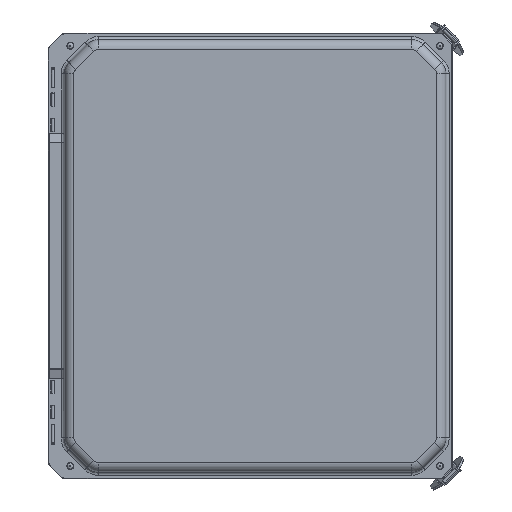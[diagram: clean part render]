
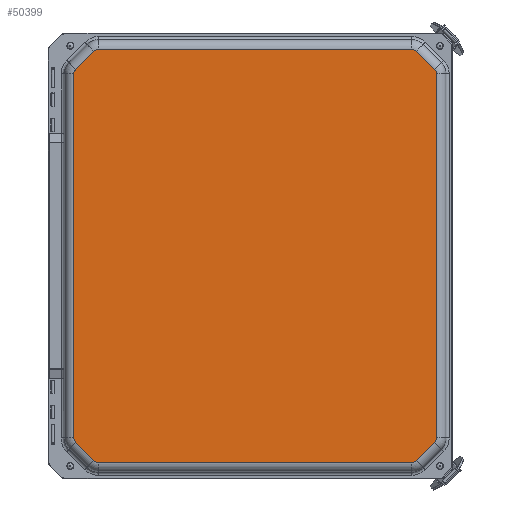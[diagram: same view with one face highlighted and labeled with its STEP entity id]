
A CAD part, top view. The second image highlights one B-rep face of the part: STEP entity #50399.
In plain terms, the highlighted planar face has unit normal (0, 0, 1).
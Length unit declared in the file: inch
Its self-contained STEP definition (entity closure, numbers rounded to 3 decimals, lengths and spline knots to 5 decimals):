
#247 = CARTESIAN_POINT ( 'NONE',  ( -7.079, -7.36256, 8.343 ) ) ;
#1600 = VECTOR ( 'NONE', #15692, 39.37008 ) ;
#3048 = CARTESIAN_POINT ( 'NONE',  ( -7.15336, 7.18306, 8.343 ) ) ;
#3740 = FACE_OUTER_BOUND ( 'NONE', #51264, .T. ) ;
#4096 = CARTESIAN_POINT ( 'NONE',  ( -6.18306, 8.15336, 8.343 ) ) ;
#5837 = EDGE_CURVE ( 'NONE', #118727, #58761, #29597, .T. ) ;
#5947 = VECTOR ( 'NONE', #73092, 39.37008 ) ;
#6679 = VECTOR ( 'NONE', #65117, 39.37008 ) ;
#8047 = VERTEX_POINT ( 'NONE', #3048 ) ;
#9180 = CARTESIAN_POINT ( 'NONE',  ( -7.15336, -7.18306, 8.343 ) ) ;
#9510 = DIRECTION ( 'NONE',  ( 0., 0., 1. ) ) ;
#9969 = VECTOR ( 'NONE', #100050, 39.37008 ) ;
#13284 = CARTESIAN_POINT ( 'NONE',  ( 7.077, 7.36256, 8.343 ) ) ;
#15692 = DIRECTION ( 'NONE',  ( -0.707, -0.707, 0. ) ) ;
#17527 = VERTEX_POINT ( 'NONE', #44328 ) ;
#18911 = AXIS2_PLACEMENT_3D ( 'NONE', #25811, #46944, #35051 ) ;
#19023 = DIRECTION ( 'NONE',  ( 0., 0., 1. ) ) ;
#19302 = LINE ( 'NONE', #72350, #50470 ) ;
#19979 = CARTESIAN_POINT ( 'NONE',  ( 6.18106, 8.15336, 8.343 ) ) ;
#20700 = EDGE_CURVE ( 'NONE', #17527, #8047, #131634, .T. ) ;
#20918 = AXIS2_PLACEMENT_3D ( 'NONE', #60528, #9510, #61886 ) ;
#22495 = CARTESIAN_POINT ( 'NONE',  ( 6.36056, -8.079, 8.343 ) ) ;
#22796 = AXIS2_PLACEMENT_3D ( 'NONE', #50861, #90381, #68762 ) ;
#25173 = CIRCLE ( 'NONE', #75204, 0.25386 ) ;
#25373 = EDGE_CURVE ( 'NONE', #64161, #35644, #124083, .T. ) ;
#25811 = CARTESIAN_POINT ( 'NONE',  ( 6.8975, 7.18306, 8.343 ) ) ;
#26062 = AXIS2_PLACEMENT_3D ( 'NONE', #92704, #59570, #91792 ) ;
#29597 = CIRCLE ( 'NONE', #18911, 0.25386 ) ;
#30000 = CARTESIAN_POINT ( 'NONE',  ( -0.001, 0., 8.343 ) ) ;
#30372 = CARTESIAN_POINT ( 'NONE',  ( -6.18306, 7.8995, 8.343 ) ) ;
#30413 = VECTOR ( 'NONE', #85644, 39.37008 ) ;
#30748 = LINE ( 'NONE', #129297, #111424 ) ;
#32798 = CARTESIAN_POINT ( 'NONE',  ( -0.001, 8.15336, 8.343 ) ) ;
#32861 = VECTOR ( 'NONE', #134972, 39.37008 ) ;
#33868 = VERTEX_POINT ( 'NONE', #52862 ) ;
#35051 = DIRECTION ( 'NONE',  ( 1., 0., 0. ) ) ;
#35644 = VERTEX_POINT ( 'NONE', #37327 ) ;
#36890 = CARTESIAN_POINT ( 'NONE',  ( 7.15136, -7.18306, 8.343 ) ) ;
#37327 = CARTESIAN_POINT ( 'NONE',  ( -6.36256, 8.079, 8.343 ) ) ;
#38054 = VERTEX_POINT ( 'NONE', #125743 ) ;
#39251 = ORIENTED_EDGE ( 'NONE', *, *, #104130, .T. ) ;
#41738 = VERTEX_POINT ( 'NONE', #19979 ) ;
#43071 = CARTESIAN_POINT ( 'NONE',  ( -7.15336, 0., 8.343 ) ) ;
#44328 = CARTESIAN_POINT ( 'NONE',  ( -7.079, 7.36256, 8.343 ) ) ;
#46308 = AXIS2_PLACEMENT_3D ( 'NONE', #30372, #103050, #104375 ) ;
#46944 = DIRECTION ( 'NONE',  ( 0., 0., 1. ) ) ;
#47775 = AXIS2_PLACEMENT_3D ( 'NONE', #49461, #101017, #133654 ) ;
#49218 = CIRCLE ( 'NONE', #121579, 0.25386 ) ;
#49461 = CARTESIAN_POINT ( 'NONE',  ( 6.8975, -7.18306, 8.343 ) ) ;
#50130 = CARTESIAN_POINT ( 'NONE',  ( 7.15136, 7.18306, 8.343 ) ) ;
#50260 = ORIENTED_EDGE ( 'NONE', *, *, #20700, .T. ) ;
#50399 = ADVANCED_FACE ( 'NONE', ( #3740 ), #81923, .T. ) ;
#50463 = ORIENTED_EDGE ( 'NONE', *, *, #5837, .T. ) ;
#50470 = VECTOR ( 'NONE', #125689, 39.37008 ) ;
#50861 = CARTESIAN_POINT ( 'NONE',  ( -6.8995, 7.18306, 8.343 ) ) ;
#51264 = EDGE_LOOP ( 'NONE', ( #74197, #121657, #88749, #119873, #63433, #108209, #72076, #90666, #50463, #62248, #102122, #62266, #76723, #61808, #50260, #39251 ) ) ;
#52862 = CARTESIAN_POINT ( 'NONE',  ( -6.18306, -8.15336, 8.343 ) ) ;
#57763 = CARTESIAN_POINT ( 'NONE',  ( -6.8995, -7.18306, 8.343 ) ) ;
#58193 = EDGE_CURVE ( 'NONE', #35644, #17527, #75592, .T. ) ;
#58761 = VERTEX_POINT ( 'NONE', #13284 ) ;
#59550 = AXIS2_PLACEMENT_3D ( 'NONE', #30000, #19023, #103132 ) ;
#59570 = DIRECTION ( 'NONE',  ( 0., 0., 1. ) ) ;
#60418 = CARTESIAN_POINT ( 'NONE',  ( -0.001, -8.15336, 8.343 ) ) ;
#60528 = CARTESIAN_POINT ( 'NONE',  ( 6.18106, -7.8995, 8.343 ) ) ;
#61808 = ORIENTED_EDGE ( 'NONE', *, *, #58193, .T. ) ;
#61886 = DIRECTION ( 'NONE',  ( 0., -1., 0. ) ) ;
#62248 = ORIENTED_EDGE ( 'NONE', *, *, #81649, .T. ) ;
#62266 = ORIENTED_EDGE ( 'NONE', *, *, #129163, .T. ) ;
#63433 = ORIENTED_EDGE ( 'NONE', *, *, #84046, .T. ) ;
#64161 = VERTEX_POINT ( 'NONE', #4096 ) ;
#64798 = VERTEX_POINT ( 'NONE', #247 ) ;
#65117 = DIRECTION ( 'NONE',  ( 0., -1., 0. ) ) ;
#68284 = CARTESIAN_POINT ( 'NONE',  ( 7.15136, 0., 8.343 ) ) ;
#68762 = DIRECTION ( 'NONE',  ( 1., 0., 0. ) ) ;
#70085 = DIRECTION ( 'NONE',  ( 1., 0., 0. ) ) ;
#70825 = CARTESIAN_POINT ( 'NONE',  ( 7.077, -7.36256, 8.343 ) ) ;
#72076 = ORIENTED_EDGE ( 'NONE', *, *, #75473, .T. ) ;
#72350 = CARTESIAN_POINT ( 'NONE',  ( -7.079, -7.36256, 8.343 ) ) ;
#73092 = DIRECTION ( 'NONE',  ( 0.707, 0.707, 0. ) ) ;
#74197 = ORIENTED_EDGE ( 'NONE', *, *, #117760, .T. ) ;
#75204 = AXIS2_PLACEMENT_3D ( 'NONE', #57763, #98327, #78050 ) ;
#75473 = EDGE_CURVE ( 'NONE', #98277, #90599, #79164, .T. ) ;
#75592 = LINE ( 'NONE', #120985, #1600 ) ;
#75927 = VERTEX_POINT ( 'NONE', #9180 ) ;
#76723 = ORIENTED_EDGE ( 'NONE', *, *, #25373, .T. ) ;
#78050 = DIRECTION ( 'NONE',  ( 1., 0., 0. ) ) ;
#79042 = LINE ( 'NONE', #43071, #6679 ) ;
#79164 = CIRCLE ( 'NONE', #47775, 0.25386 ) ;
#81649 = EDGE_CURVE ( 'NONE', #58761, #130467, #30748, .T. ) ;
#81923 = PLANE ( 'NONE',  #59550 ) ;
#84046 = EDGE_CURVE ( 'NONE', #38054, #127860, #112433, .T. ) ;
#84977 = LINE ( 'NONE', #22495, #5947 ) ;
#85592 = CIRCLE ( 'NONE', #26062, 0.25386 ) ;
#85644 = DIRECTION ( 'NONE',  ( -1., 0., 0. ) ) ;
#86638 = CARTESIAN_POINT ( 'NONE',  ( 6.36056, -8.079, 8.343 ) ) ;
#88749 = ORIENTED_EDGE ( 'NONE', *, *, #114549, .T. ) ;
#90381 = DIRECTION ( 'NONE',  ( 0., 0., 1. ) ) ;
#90599 = VERTEX_POINT ( 'NONE', #36890 ) ;
#90666 = ORIENTED_EDGE ( 'NONE', *, *, #104216, .T. ) ;
#91154 = EDGE_CURVE ( 'NONE', #130467, #41738, #85592, .T. ) ;
#91218 = DIRECTION ( 'NONE',  ( 0., 0., 1. ) ) ;
#91792 = DIRECTION ( 'NONE',  ( 1., 0., 0. ) ) ;
#92704 = CARTESIAN_POINT ( 'NONE',  ( 6.18106, 7.8995, 8.343 ) ) ;
#92956 = CARTESIAN_POINT ( 'NONE',  ( -6.36256, -8.079, 8.343 ) ) ;
#93881 = LINE ( 'NONE', #68284, #9969 ) ;
#98277 = VERTEX_POINT ( 'NONE', #70825 ) ;
#98327 = DIRECTION ( 'NONE',  ( 0., 0., 1. ) ) ;
#100050 = DIRECTION ( 'NONE',  ( 0., 1., 0. ) ) ;
#101017 = DIRECTION ( 'NONE',  ( 0., 0., 1. ) ) ;
#102122 = ORIENTED_EDGE ( 'NONE', *, *, #91154, .T. ) ;
#102851 = LINE ( 'NONE', #32798, #30413 ) ;
#103050 = DIRECTION ( 'NONE',  ( 0., 0., 1. ) ) ;
#103132 = DIRECTION ( 'NONE',  ( 1., 0., 0. ) ) ;
#104130 = EDGE_CURVE ( 'NONE', #8047, #75927, #79042, .T. ) ;
#104216 = EDGE_CURVE ( 'NONE', #90599, #118727, #93881, .T. ) ;
#104375 = DIRECTION ( 'NONE',  ( 0., -1., 0. ) ) ;
#107459 = EDGE_CURVE ( 'NONE', #64798, #133771, #19302, .T. ) ;
#108209 = ORIENTED_EDGE ( 'NONE', *, *, #126547, .T. ) ;
#111424 = VECTOR ( 'NONE', #119669, 39.37008 ) ;
#112433 = CIRCLE ( 'NONE', #20918, 0.25386 ) ;
#114549 = EDGE_CURVE ( 'NONE', #133771, #33868, #49218, .T. ) ;
#115500 = EDGE_CURVE ( 'NONE', #33868, #38054, #131578, .T. ) ;
#117760 = EDGE_CURVE ( 'NONE', #75927, #64798, #25173, .T. ) ;
#118727 = VERTEX_POINT ( 'NONE', #50130 ) ;
#119669 = DIRECTION ( 'NONE',  ( -0.707, 0.707, 0. ) ) ;
#119873 = ORIENTED_EDGE ( 'NONE', *, *, #115500, .T. ) ;
#120985 = CARTESIAN_POINT ( 'NONE',  ( -6.36256, 8.079, 8.343 ) ) ;
#121579 = AXIS2_PLACEMENT_3D ( 'NONE', #133539, #91218, #70085 ) ;
#121657 = ORIENTED_EDGE ( 'NONE', *, *, #107459, .T. ) ;
#122756 = CARTESIAN_POINT ( 'NONE',  ( 6.36056, 8.079, 8.343 ) ) ;
#124083 = CIRCLE ( 'NONE', #46308, 0.25386 ) ;
#125689 = DIRECTION ( 'NONE',  ( 0.707, -0.707, 0. ) ) ;
#125743 = CARTESIAN_POINT ( 'NONE',  ( 6.18106, -8.15336, 8.343 ) ) ;
#126547 = EDGE_CURVE ( 'NONE', #127860, #98277, #84977, .T. ) ;
#127860 = VERTEX_POINT ( 'NONE', #86638 ) ;
#129163 = EDGE_CURVE ( 'NONE', #41738, #64161, #102851, .T. ) ;
#129297 = CARTESIAN_POINT ( 'NONE',  ( 7.077, 7.36256, 8.343 ) ) ;
#130467 = VERTEX_POINT ( 'NONE', #122756 ) ;
#131578 = LINE ( 'NONE', #60418, #32861 ) ;
#131634 = CIRCLE ( 'NONE', #22796, 0.25386 ) ;
#133539 = CARTESIAN_POINT ( 'NONE',  ( -6.18306, -7.8995, 8.343 ) ) ;
#133654 = DIRECTION ( 'NONE',  ( 1., 0., 0. ) ) ;
#133771 = VERTEX_POINT ( 'NONE', #92956 ) ;
#134972 = DIRECTION ( 'NONE',  ( 1., 0., 0. ) ) ;
